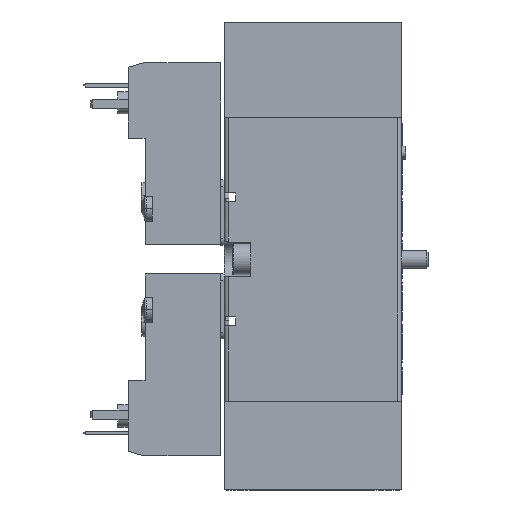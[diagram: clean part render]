
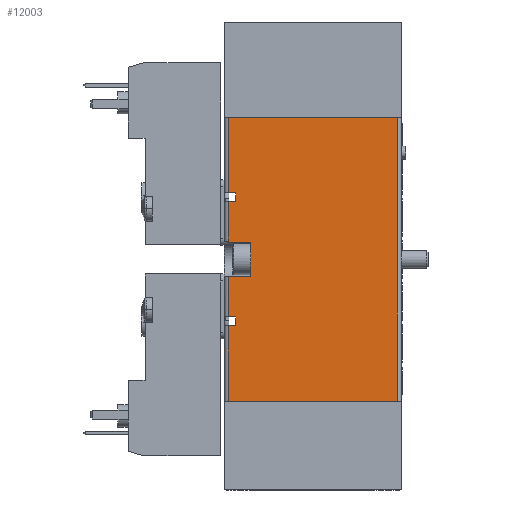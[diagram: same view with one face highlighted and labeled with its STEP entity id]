
A CAD part, left-side view. The second image highlights one B-rep face of the part: STEP entity #12003.
In plain terms, the highlighted planar face has unit normal (-1, 0, 0).
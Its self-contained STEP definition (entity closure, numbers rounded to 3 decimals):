
#92 = LINE ( 'NONE', #1446, #6944 ) ;
#162 = ORIENTED_EDGE ( 'NONE', *, *, #4902, .T. ) ;
#539 = VERTEX_POINT ( 'NONE', #33032 ) ;
#1162 = DIRECTION ( 'NONE',  ( 0., -1., 0. ) ) ;
#1446 = CARTESIAN_POINT ( 'NONE',  ( 0., 34., 28.103 ) ) ;
#1571 = FACE_OUTER_BOUND ( 'NONE', #14492, .T. ) ;
#1927 = CARTESIAN_POINT ( 'NONE',  ( 0., 37.4, 45. ) ) ;
#2072 = DIRECTION ( 'NONE',  ( 0., 1., 0. ) ) ;
#2397 = CARTESIAN_POINT ( 'NONE',  ( 0., 37.4, 47. ) ) ;
#2603 = LINE ( 'NONE', #3981, #31952 ) ;
#2838 = VERTEX_POINT ( 'NONE', #27510 ) ;
#3432 = DIRECTION ( 'NONE',  ( 0., -1., 0. ) ) ;
#3727 = VERTEX_POINT ( 'NONE', #2397 ) ;
#3981 = CARTESIAN_POINT ( 'NONE',  ( 0., 1., 64. ) ) ;
#3982 = LINE ( 'NONE', #4751, #26445 ) ;
#4024 = CARTESIAN_POINT ( 'NONE',  ( 0., 39., 64. ) ) ;
#4094 = LINE ( 'NONE', #25090, #18777 ) ;
#4323 = CARTESIAN_POINT ( 'NONE',  ( 0., 1., 64. ) ) ;
#4741 = LINE ( 'NONE', #9952, #27213 ) ;
#4751 = CARTESIAN_POINT ( 'NONE',  ( 0., 37.4, 19. ) ) ;
#4791 = VECTOR ( 'NONE', #1162, 1000. ) ;
#4902 = EDGE_CURVE ( 'NONE', #30325, #18071, #35022, .T. ) ;
#4910 = CARTESIAN_POINT ( 'NONE',  ( 0., 37.4, 17. ) ) ;
#5699 = EDGE_CURVE ( 'NONE', #18071, #15877, #16593, .T. ) ;
#6194 = CARTESIAN_POINT ( 'NONE',  ( 0., 39., 17. ) ) ;
#6361 = LINE ( 'NONE', #13009, #21014 ) ;
#6944 = VECTOR ( 'NONE', #30723, 1000. ) ;
#7552 = LINE ( 'NONE', #21479, #4791 ) ;
#7621 = ORIENTED_EDGE ( 'NONE', *, *, #28254, .T. ) ;
#7907 = ORIENTED_EDGE ( 'NONE', *, *, #5699, .T. ) ;
#8107 = ORIENTED_EDGE ( 'NONE', *, *, #15876, .F. ) ;
#8159 = ORIENTED_EDGE ( 'NONE', *, *, #11400, .T. ) ;
#8511 = CARTESIAN_POINT ( 'NONE',  ( 0., 39., 64. ) ) ;
#8703 = VECTOR ( 'NONE', #17353, 1000. ) ;
#8809 = VECTOR ( 'NONE', #25384, 1000. ) ;
#8827 = VECTOR ( 'NONE', #30392, 1000. ) ;
#9161 = CARTESIAN_POINT ( 'NONE',  ( 0., 39., 28.103 ) ) ;
#9952 = CARTESIAN_POINT ( 'NONE',  ( 0., 39., 64. ) ) ;
#10095 = DIRECTION ( 'NONE',  ( 0., 0., -1. ) ) ;
#10228 = CARTESIAN_POINT ( 'NONE',  ( 0., 34., 35.897 ) ) ;
#10614 = LINE ( 'NONE', #10228, #17479 ) ;
#10695 = CARTESIAN_POINT ( 'NONE',  ( 0., 39., 64. ) ) ;
#10877 = ORIENTED_EDGE ( 'NONE', *, *, #21000, .T. ) ;
#11122 = VERTEX_POINT ( 'NONE', #35750 ) ;
#11334 = CARTESIAN_POINT ( 'NONE',  ( 0., 0., 64. ) ) ;
#11379 = ORIENTED_EDGE ( 'NONE', *, *, #26851, .T. ) ;
#11400 = EDGE_CURVE ( 'NONE', #11122, #26284, #31433, .T. ) ;
#12003 = ADVANCED_FACE ( 'NONE', ( #1571 ), #14122, .F. ) ;
#12061 = DIRECTION ( 'NONE',  ( 0., 1., 0. ) ) ;
#12156 = CARTESIAN_POINT ( 'NONE',  ( 0., 39., 47. ) ) ;
#12198 = EDGE_CURVE ( 'NONE', #26284, #539, #4741, .T. ) ;
#13009 = CARTESIAN_POINT ( 'NONE',  ( 0., 34., 64. ) ) ;
#13040 = VECTOR ( 'NONE', #13327, 1000. ) ;
#13327 = DIRECTION ( 'NONE',  ( 0., 0., -1. ) ) ;
#14070 = EDGE_CURVE ( 'NONE', #3727, #11122, #4094, .T. ) ;
#14122 = PLANE ( 'NONE',  #17137 ) ;
#14295 = EDGE_CURVE ( 'NONE', #15877, #2838, #16424, .T. ) ;
#14317 = CARTESIAN_POINT ( 'NONE',  ( 0., 37.4, 17. ) ) ;
#14492 = EDGE_LOOP ( 'NONE', ( #8159, #28078, #34083, #25435, #11379, #15491, #25328, #27715, #162, #7907, #31169, #10877, #8107, #7621, #21617, #18921 ) ) ;
#14977 = CARTESIAN_POINT ( 'NONE',  ( 0., 37.4, 17. ) ) ;
#15121 = CARTESIAN_POINT ( 'NONE',  ( 0., 37.4, 47. ) ) ;
#15491 = ORIENTED_EDGE ( 'NONE', *, *, #34907, .T. ) ;
#15580 = CARTESIAN_POINT ( 'NONE',  ( 0., 34., 35.897 ) ) ;
#15708 = CARTESIAN_POINT ( 'NONE',  ( 0., 39., 0. ) ) ;
#15799 = DIRECTION ( 'NONE',  ( 0., 0., -1. ) ) ;
#15876 = EDGE_CURVE ( 'NONE', #19215, #15942, #7552, .T. ) ;
#15877 = VERTEX_POINT ( 'NONE', #15708 ) ;
#15942 = VERTEX_POINT ( 'NONE', #4323 ) ;
#16424 = LINE ( 'NONE', #20997, #23274 ) ;
#16476 = LINE ( 'NONE', #8511, #8703 ) ;
#16578 = CARTESIAN_POINT ( 'NONE',  ( 0., 34., 28.103 ) ) ;
#16593 = LINE ( 'NONE', #4024, #8827 ) ;
#17137 = AXIS2_PLACEMENT_3D ( 'NONE', #11334, #37680, #20177 ) ;
#17353 = DIRECTION ( 'NONE',  ( 0., 0., -1. ) ) ;
#17415 = EDGE_CURVE ( 'NONE', #539, #20042, #10614, .T. ) ;
#17479 = VECTOR ( 'NONE', #30696, 1000. ) ;
#18071 = VERTEX_POINT ( 'NONE', #6194 ) ;
#18521 = VECTOR ( 'NONE', #12061, 1000. ) ;
#18777 = VECTOR ( 'NONE', #25209, 1000. ) ;
#18921 = ORIENTED_EDGE ( 'NONE', *, *, #14070, .T. ) ;
#19215 = VERTEX_POINT ( 'NONE', #10695 ) ;
#19307 = VERTEX_POINT ( 'NONE', #19895 ) ;
#19895 = CARTESIAN_POINT ( 'NONE',  ( 0., 39., 19. ) ) ;
#20042 = VERTEX_POINT ( 'NONE', #15580 ) ;
#20177 = DIRECTION ( 'NONE',  ( 0., 0., -1. ) ) ;
#20997 = CARTESIAN_POINT ( 'NONE',  ( 0., 0., 0. ) ) ;
#21000 = EDGE_CURVE ( 'NONE', #2838, #15942, #2603, .T. ) ;
#21014 = VECTOR ( 'NONE', #10095, 1000. ) ;
#21479 = CARTESIAN_POINT ( 'NONE',  ( 0., 0., 64. ) ) ;
#21513 = DIRECTION ( 'NONE',  ( 0., 0., 1. ) ) ;
#21553 = CARTESIAN_POINT ( 'NONE',  ( 0., 39., 45. ) ) ;
#21617 = ORIENTED_EDGE ( 'NONE', *, *, #29027, .F. ) ;
#21993 = VERTEX_POINT ( 'NONE', #9161 ) ;
#22912 = VERTEX_POINT ( 'NONE', #16578 ) ;
#23274 = VECTOR ( 'NONE', #3432, 1000. ) ;
#25090 = CARTESIAN_POINT ( 'NONE',  ( 0., 37.4, 47. ) ) ;
#25209 = DIRECTION ( 'NONE',  ( 0., 0., -1. ) ) ;
#25328 = ORIENTED_EDGE ( 'NONE', *, *, #34275, .F. ) ;
#25339 = DIRECTION ( 'NONE',  ( 0., 1., 0. ) ) ;
#25384 = DIRECTION ( 'NONE',  ( 0., 0., 1. ) ) ;
#25435 = ORIENTED_EDGE ( 'NONE', *, *, #35869, .T. ) ;
#26051 = LINE ( 'NONE', #15121, #34755 ) ;
#26284 = VERTEX_POINT ( 'NONE', #21553 ) ;
#26445 = VECTOR ( 'NONE', #2072, 1000. ) ;
#26451 = EDGE_CURVE ( 'NONE', #30325, #26925, #31260, .T. ) ;
#26851 = EDGE_CURVE ( 'NONE', #22912, #21993, #92, .T. ) ;
#26925 = VERTEX_POINT ( 'NONE', #31115 ) ;
#26926 = DIRECTION ( 'NONE',  ( 0., 1., 0. ) ) ;
#27213 = VECTOR ( 'NONE', #15799, 1000. ) ;
#27510 = CARTESIAN_POINT ( 'NONE',  ( 0., 1., 0. ) ) ;
#27715 = ORIENTED_EDGE ( 'NONE', *, *, #26451, .F. ) ;
#28078 = ORIENTED_EDGE ( 'NONE', *, *, #12198, .T. ) ;
#28254 = EDGE_CURVE ( 'NONE', #19215, #29610, #16476, .T. ) ;
#29027 = EDGE_CURVE ( 'NONE', #3727, #29610, #26051, .T. ) ;
#29610 = VERTEX_POINT ( 'NONE', #12156 ) ;
#30325 = VERTEX_POINT ( 'NONE', #14317 ) ;
#30392 = DIRECTION ( 'NONE',  ( 0., 0., -1. ) ) ;
#30505 = VECTOR ( 'NONE', #25339, 1000. ) ;
#30696 = DIRECTION ( 'NONE',  ( 0., -1., 0. ) ) ;
#30723 = DIRECTION ( 'NONE',  ( 0., 1., 0. ) ) ;
#31115 = CARTESIAN_POINT ( 'NONE',  ( 0., 37.4, 19. ) ) ;
#31169 = ORIENTED_EDGE ( 'NONE', *, *, #14295, .T. ) ;
#31260 = LINE ( 'NONE', #4910, #8809 ) ;
#31433 = LINE ( 'NONE', #1927, #30505 ) ;
#31952 = VECTOR ( 'NONE', #21513, 1000. ) ;
#33032 = CARTESIAN_POINT ( 'NONE',  ( 0., 39., 35.897 ) ) ;
#34002 = CARTESIAN_POINT ( 'NONE',  ( 0., 39., 64. ) ) ;
#34083 = ORIENTED_EDGE ( 'NONE', *, *, #17415, .T. ) ;
#34275 = EDGE_CURVE ( 'NONE', #26925, #19307, #3982, .T. ) ;
#34755 = VECTOR ( 'NONE', #26926, 1000. ) ;
#34907 = EDGE_CURVE ( 'NONE', #21993, #19307, #35521, .T. ) ;
#35022 = LINE ( 'NONE', #14977, #18521 ) ;
#35521 = LINE ( 'NONE', #34002, #13040 ) ;
#35750 = CARTESIAN_POINT ( 'NONE',  ( 0., 37.4, 45. ) ) ;
#35869 = EDGE_CURVE ( 'NONE', #20042, #22912, #6361, .T. ) ;
#37680 = DIRECTION ( 'NONE',  ( 1., 0., 0. ) ) ;
